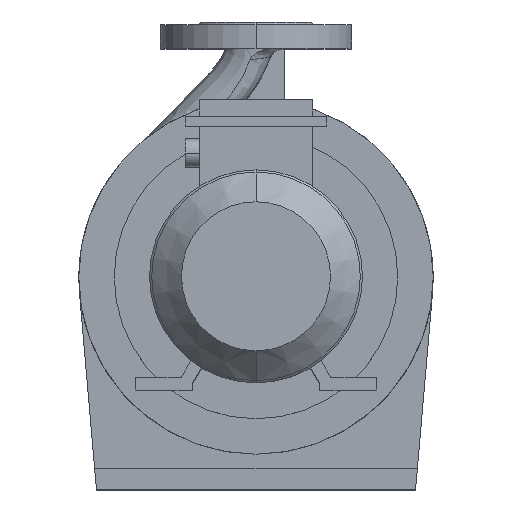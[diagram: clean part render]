
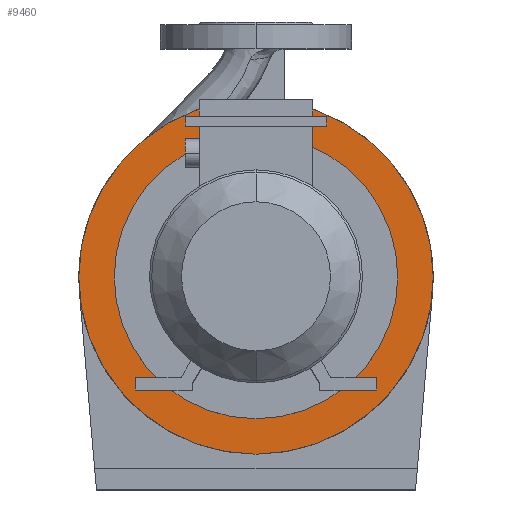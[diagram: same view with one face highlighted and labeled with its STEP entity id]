
A CAD part, top view. The second image highlights one B-rep face of the part: STEP entity #9460.
In plain terms, the highlighted planar face has unit normal (0, 0, 1).
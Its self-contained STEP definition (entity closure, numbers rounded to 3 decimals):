
#573 = CIRCLE ( 'NONE', #3725, 125. ) ;
#2166 = PLANE ( 'NONE',  #3944 ) ;
#2174 = CARTESIAN_POINT ( 'NONE',  ( 0., 125., 149.6 ) ) ;
#2175 = DIRECTION ( 'NONE',  ( 0., 0., 1. ) ) ;
#2176 = DIRECTION ( 'NONE',  ( 0., -1., 0. ) ) ;
#3650 = FACE_OUTER_BOUND ( 'NONE', #9263, .T. ) ;
#3725 = AXIS2_PLACEMENT_3D ( 'NONE', #12575, #12574, #12573 ) ;
#3944 = AXIS2_PLACEMENT_3D ( 'NONE', #2174, #2175, #2176 ) ;
#4429 = ORIENTED_EDGE ( 'NONE', *, *, #12330, .F. ) ;
#4430 = ORIENTED_EDGE ( 'NONE', *, *, #8073, .F. ) ;
#5289 = CIRCLE ( 'NONE', #11553, 125. ) ;
#8073 = EDGE_CURVE ( 'NONE', #11277, #11279, #573, .T. ) ;
#8577 = CARTESIAN_POINT ( 'NONE',  ( 0., -125., 149.6 ) ) ;
#8579 = CARTESIAN_POINT ( 'NONE',  ( 0., 125., 149.6 ) ) ;
#8858 = CARTESIAN_POINT ( 'NONE',  ( 0., 0., 149.6 ) ) ;
#8859 = DIRECTION ( 'NONE',  ( 0., 0., -1. ) ) ;
#8860 = DIRECTION ( 'NONE',  ( 0., 1., 0. ) ) ;
#9263 = EDGE_LOOP ( 'NONE', ( #4429, #4430 ) ) ;
#9460 = ADVANCED_FACE ( 'NONE', ( #3650 ), #2166, .T. ) ;
#11277 = VERTEX_POINT ( 'NONE', #8577 ) ;
#11279 = VERTEX_POINT ( 'NONE', #8579 ) ;
#11553 = AXIS2_PLACEMENT_3D ( 'NONE', #8858, #8859, #8860 ) ;
#12330 = EDGE_CURVE ( 'NONE', #11279, #11277, #5289, .T. ) ;
#12573 = DIRECTION ( 'NONE',  ( 0., 1., 0. ) ) ;
#12574 = DIRECTION ( 'NONE',  ( 0., 0., -1. ) ) ;
#12575 = CARTESIAN_POINT ( 'NONE',  ( 0., 0., 149.6 ) ) ;
